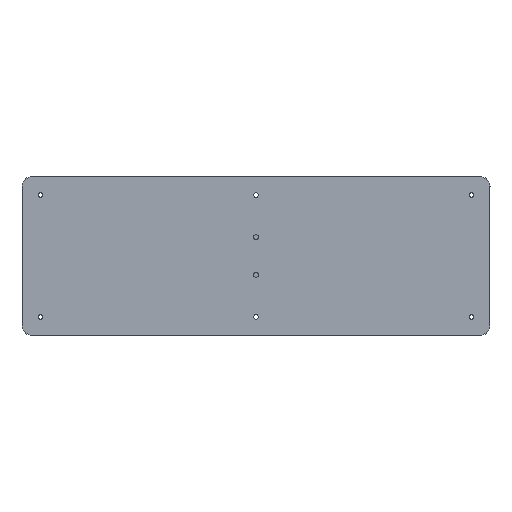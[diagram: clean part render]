
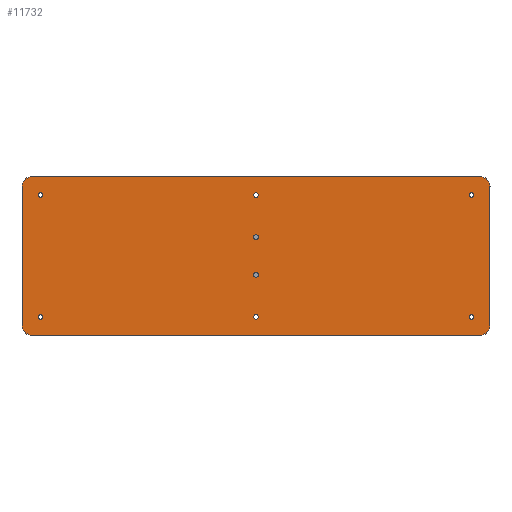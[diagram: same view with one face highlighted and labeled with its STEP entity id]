
A CAD part, front view. The second image highlights one B-rep face of the part: STEP entity #11732.
In plain terms, the highlighted planar face has unit normal (0, -1, 0).
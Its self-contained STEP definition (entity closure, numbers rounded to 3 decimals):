
#115=FACE_BOUND('',#1557,.T.);
#116=FACE_BOUND('',#1558,.T.);
#117=FACE_BOUND('',#1559,.T.);
#118=FACE_BOUND('',#1560,.T.);
#119=FACE_BOUND('',#1561,.T.);
#120=FACE_BOUND('',#1562,.T.);
#121=FACE_BOUND('',#1563,.T.);
#122=FACE_BOUND('',#1564,.T.);
#488=PLANE('',#12519);
#883=FACE_OUTER_BOUND('',#1556,.T.);
#1556=EDGE_LOOP('',(#8220,#8221,#8222,#8223,#8224,#8225,#8226,#8227));
#1557=EDGE_LOOP('',(#8228));
#1558=EDGE_LOOP('',(#8229));
#1559=EDGE_LOOP('',(#8230));
#1560=EDGE_LOOP('',(#8231));
#1561=EDGE_LOOP('',(#8232));
#1562=EDGE_LOOP('',(#8233));
#1563=EDGE_LOOP('',(#8234));
#1564=EDGE_LOOP('',(#8235));
#2389=CIRCLE('',#12499,9.8);
#2391=CIRCLE('',#12503,9.8);
#2393=CIRCLE('',#12507,9.8);
#2395=CIRCLE('',#12511,9.8);
#2398=CIRCLE('',#12520,2.5);
#2399=CIRCLE('',#12521,2.5);
#2400=CIRCLE('',#12522,2.25);
#2401=CIRCLE('',#12523,2.25);
#2402=CIRCLE('',#12524,2.25);
#2403=CIRCLE('',#12525,2.25);
#2404=CIRCLE('',#12526,2.25);
#2405=CIRCLE('',#12527,2.25);
#2842=LINE('',#17267,#4100);
#2846=LINE('',#17279,#4104);
#2850=LINE('',#17291,#4108);
#2853=LINE('',#17300,#4111);
#4100=VECTOR('',#13677,10.);
#4104=VECTOR('',#13689,10.);
#4108=VECTOR('',#13701,10.);
#4111=VECTOR('',#13712,10.);
#5354=VERTEX_POINT('',#17254);
#5357=VERTEX_POINT('',#17259);
#5358=VERTEX_POINT('',#17263);
#5360=VERTEX_POINT('',#17269);
#5362=VERTEX_POINT('',#17275);
#5364=VERTEX_POINT('',#17281);
#5366=VERTEX_POINT('',#17287);
#5368=VERTEX_POINT('',#17293);
#5375=VERTEX_POINT('',#17320);
#5376=VERTEX_POINT('',#17322);
#5377=VERTEX_POINT('',#17324);
#5378=VERTEX_POINT('',#17326);
#5379=VERTEX_POINT('',#17328);
#5380=VERTEX_POINT('',#17330);
#5381=VERTEX_POINT('',#17332);
#5382=VERTEX_POINT('',#17334);
#6445=EDGE_CURVE('',#5357,#5354,#2389,.T.);
#6448=EDGE_CURVE('',#5354,#5358,#2842,.T.);
#6451=EDGE_CURVE('',#5358,#5360,#2391,.T.);
#6454=EDGE_CURVE('',#5360,#5362,#2846,.T.);
#6457=EDGE_CURVE('',#5362,#5364,#2393,.T.);
#6460=EDGE_CURVE('',#5364,#5366,#2850,.T.);
#6463=EDGE_CURVE('',#5366,#5368,#2395,.T.);
#6465=EDGE_CURVE('',#5368,#5357,#2853,.T.);
#6475=EDGE_CURVE('',#5375,#5375,#2398,.T.);
#6476=EDGE_CURVE('',#5376,#5376,#2399,.T.);
#6477=EDGE_CURVE('',#5377,#5377,#2400,.T.);
#6478=EDGE_CURVE('',#5378,#5378,#2401,.T.);
#6479=EDGE_CURVE('',#5379,#5379,#2402,.T.);
#6480=EDGE_CURVE('',#5380,#5380,#2403,.T.);
#6481=EDGE_CURVE('',#5381,#5381,#2404,.T.);
#6482=EDGE_CURVE('',#5382,#5382,#2405,.T.);
#8220=ORIENTED_EDGE('',*,*,#6445,.F.);
#8221=ORIENTED_EDGE('',*,*,#6465,.F.);
#8222=ORIENTED_EDGE('',*,*,#6463,.F.);
#8223=ORIENTED_EDGE('',*,*,#6460,.F.);
#8224=ORIENTED_EDGE('',*,*,#6457,.F.);
#8225=ORIENTED_EDGE('',*,*,#6454,.F.);
#8226=ORIENTED_EDGE('',*,*,#6451,.F.);
#8227=ORIENTED_EDGE('',*,*,#6448,.F.);
#8228=ORIENTED_EDGE('',*,*,#6475,.F.);
#8229=ORIENTED_EDGE('',*,*,#6476,.F.);
#8230=ORIENTED_EDGE('',*,*,#6477,.F.);
#8231=ORIENTED_EDGE('',*,*,#6478,.F.);
#8232=ORIENTED_EDGE('',*,*,#6479,.F.);
#8233=ORIENTED_EDGE('',*,*,#6480,.F.);
#8234=ORIENTED_EDGE('',*,*,#6481,.F.);
#8235=ORIENTED_EDGE('',*,*,#6482,.F.);
#11732=ADVANCED_FACE('',(#883,#115,#116,#117,#118,#119,#120,#121,#122),
#488,.F.);
#12499=AXIS2_PLACEMENT_3D('',#17261,#13671,#13672);
#12503=AXIS2_PLACEMENT_3D('',#17273,#13683,#13684);
#12507=AXIS2_PLACEMENT_3D('',#17285,#13695,#13696);
#12511=AXIS2_PLACEMENT_3D('',#17297,#13707,#13708);
#12519=AXIS2_PLACEMENT_3D('',#17319,#13732,#13733);
#12520=AXIS2_PLACEMENT_3D('',#17321,#13734,#13735);
#12521=AXIS2_PLACEMENT_3D('',#17323,#13736,#13737);
#12522=AXIS2_PLACEMENT_3D('',#17325,#13738,#13739);
#12523=AXIS2_PLACEMENT_3D('',#17327,#13740,#13741);
#12524=AXIS2_PLACEMENT_3D('',#17329,#13742,#13743);
#12525=AXIS2_PLACEMENT_3D('',#17331,#13744,#13745);
#12526=AXIS2_PLACEMENT_3D('',#17333,#13746,#13747);
#12527=AXIS2_PLACEMENT_3D('',#17335,#13748,#13749);
#13671=DIRECTION('center_axis',(0.,1.,0.));
#13672=DIRECTION('ref_axis',(-1.,0.,0.));
#13677=DIRECTION('',(1.,0.,0.));
#13683=DIRECTION('center_axis',(0.,1.,0.));
#13684=DIRECTION('ref_axis',(1.,0.,0.));
#13689=DIRECTION('',(0.,0.,-1.));
#13695=DIRECTION('center_axis',(0.,1.,0.));
#13696=DIRECTION('ref_axis',(1.,0.,0.));
#13701=DIRECTION('',(-1.,0.,0.));
#13707=DIRECTION('center_axis',(0.,1.,0.));
#13708=DIRECTION('ref_axis',(-1.,0.,0.));
#13712=DIRECTION('',(0.,0.,1.));
#13732=DIRECTION('center_axis',(0.,1.,0.));
#13733=DIRECTION('ref_axis',(1.,0.,0.));
#13734=DIRECTION('center_axis',(0.,-1.,0.));
#13735=DIRECTION('ref_axis',(1.,0.,0.));
#13736=DIRECTION('center_axis',(0.,-1.,0.));
#13737=DIRECTION('ref_axis',(1.,0.,0.));
#13738=DIRECTION('center_axis',(0.,-1.,0.));
#13739=DIRECTION('ref_axis',(1.,0.,0.));
#13740=DIRECTION('center_axis',(0.,-1.,0.));
#13741=DIRECTION('ref_axis',(1.,0.,0.));
#13742=DIRECTION('center_axis',(0.,-1.,0.));
#13743=DIRECTION('ref_axis',(1.,0.,0.));
#13744=DIRECTION('center_axis',(0.,-1.,0.));
#13745=DIRECTION('ref_axis',(1.,0.,0.));
#13746=DIRECTION('center_axis',(0.,-1.,0.));
#13747=DIRECTION('ref_axis',(1.,0.,0.));
#13748=DIRECTION('center_axis',(0.,-1.,0.));
#13749=DIRECTION('ref_axis',(1.,0.,0.));
#17254=CARTESIAN_POINT('',(-225.662,0.,79.8));
#17259=CARTESIAN_POINT('',(-235.462,0.,70.));
#17261=CARTESIAN_POINT('Origin',(-225.662,0.,70.));
#17263=CARTESIAN_POINT('',(225.662,0.,79.8));
#17267=CARTESIAN_POINT('',(-112.831,0.,79.8));
#17269=CARTESIAN_POINT('',(235.462,0.,70.));
#17273=CARTESIAN_POINT('Origin',(225.662,0.,70.));
#17275=CARTESIAN_POINT('',(235.462,0.,-70.));
#17279=CARTESIAN_POINT('',(235.462,0.,35.));
#17281=CARTESIAN_POINT('',(225.662,0.,-79.8));
#17285=CARTESIAN_POINT('Origin',(225.662,0.,-70.));
#17287=CARTESIAN_POINT('',(-225.662,0.,-79.8));
#17291=CARTESIAN_POINT('',(112.831,0.,-79.8));
#17293=CARTESIAN_POINT('',(-235.462,0.,-70.));
#17297=CARTESIAN_POINT('Origin',(-225.662,0.,-70.));
#17300=CARTESIAN_POINT('',(-235.462,0.,-35.));
#17319=CARTESIAN_POINT('Origin',(0.,0.,0.));
#17320=CARTESIAN_POINT('',(-2.5,0.,-18.9));
#17321=CARTESIAN_POINT('Origin',(0.,0.,-18.9));
#17322=CARTESIAN_POINT('',(-2.5,0.,18.9));
#17323=CARTESIAN_POINT('Origin',(0.,0.,18.9));
#17324=CARTESIAN_POINT('',(-2.25,0.,61.338));
#17325=CARTESIAN_POINT('Origin',(0.,0.,61.338));
#17326=CARTESIAN_POINT('',(-2.25,0.,-61.338));
#17327=CARTESIAN_POINT('Origin',(0.,0.,-61.338));
#17328=CARTESIAN_POINT('',(-219.25,0.,61.338));
#17329=CARTESIAN_POINT('Origin',(-217.,0.,61.338));
#17330=CARTESIAN_POINT('',(214.75,0.,61.338));
#17331=CARTESIAN_POINT('Origin',(217.,0.,61.338));
#17332=CARTESIAN_POINT('',(-219.25,0.,-61.338));
#17333=CARTESIAN_POINT('Origin',(-217.,0.,-61.338));
#17334=CARTESIAN_POINT('',(214.75,0.,-61.338));
#17335=CARTESIAN_POINT('Origin',(217.,0.,-61.338));
